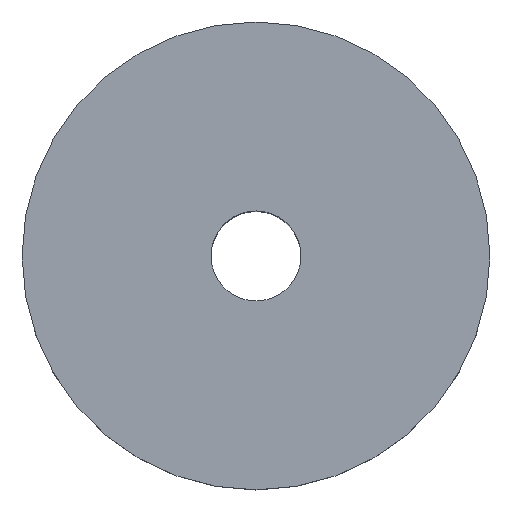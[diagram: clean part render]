
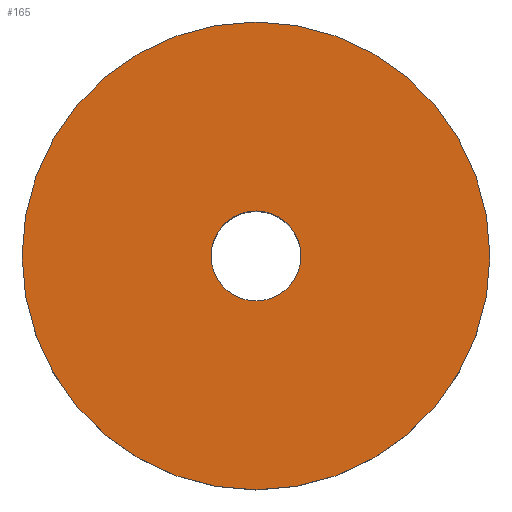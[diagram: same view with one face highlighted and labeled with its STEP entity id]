
A CAD part, top view. The second image highlights one B-rep face of the part: STEP entity #165.
In plain terms, the highlighted planar face has unit normal (0, 0, 1).
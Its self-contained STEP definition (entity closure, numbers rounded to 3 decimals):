
#1 = DIRECTION ( 'NONE',  ( 1., 0., 0. ) ) ;
#7 = AXIS2_PLACEMENT_3D ( 'NONE', #280, #125, #10 ) ;
#10 = DIRECTION ( 'NONE',  ( 1., 0., 0. ) ) ;
#15 = VERTEX_POINT ( 'NONE', #53 ) ;
#17 = EDGE_CURVE ( 'NONE', #197, #63, #199, .T. ) ;
#24 = DIRECTION ( 'NONE',  ( 0., 0., 1. ) ) ;
#29 = PLANE ( 'NONE',  #104 ) ;
#38 = EDGE_CURVE ( 'NONE', #63, #197, #87, .T. ) ;
#50 = DIRECTION ( 'NONE',  ( 1., 0., 0. ) ) ;
#53 = CARTESIAN_POINT ( 'NONE',  ( 5., 0., 8. ) ) ;
#56 = FACE_OUTER_BOUND ( 'NONE', #83, .T. ) ;
#63 = VERTEX_POINT ( 'NONE', #68 ) ;
#68 = CARTESIAN_POINT ( 'NONE',  ( -26., 0., 8. ) ) ;
#80 = EDGE_LOOP ( 'NONE', ( #270, #268 ) ) ;
#83 = EDGE_LOOP ( 'NONE', ( #134, #130 ) ) ;
#87 = CIRCLE ( 'NONE', #243, 26. ) ;
#95 = VERTEX_POINT ( 'NONE', #206 ) ;
#97 = DIRECTION ( 'NONE',  ( 0., 0., 1. ) ) ;
#99 = EDGE_CURVE ( 'NONE', #95, #15, #113, .T. ) ;
#104 = AXIS2_PLACEMENT_3D ( 'NONE', #120, #167, #258 ) ;
#113 = CIRCLE ( 'NONE', #205, 5. ) ;
#117 = DIRECTION ( 'NONE',  ( 0., 0., 1. ) ) ;
#120 = CARTESIAN_POINT ( 'NONE',  ( 0., 0., 8. ) ) ;
#125 = DIRECTION ( 'NONE',  ( 0., 0., 1. ) ) ;
#130 = ORIENTED_EDGE ( 'NONE', *, *, #17, .T. ) ;
#134 = ORIENTED_EDGE ( 'NONE', *, *, #38, .T. ) ;
#151 = CARTESIAN_POINT ( 'NONE',  ( 26., 0., 8. ) ) ;
#154 = EDGE_CURVE ( 'NONE', #15, #95, #189, .T. ) ;
#161 = CARTESIAN_POINT ( 'NONE',  ( 0., 0., 8. ) ) ;
#165 = ADVANCED_FACE ( 'NONE', ( #263, #56 ), #29, .T. ) ;
#167 = DIRECTION ( 'NONE',  ( 0., 0., 1. ) ) ;
#189 = CIRCLE ( 'NONE', #7, 5. ) ;
#197 = VERTEX_POINT ( 'NONE', #151 ) ;
#199 = CIRCLE ( 'NONE', #216, 26. ) ;
#205 = AXIS2_PLACEMENT_3D ( 'NONE', #227, #117, #1 ) ;
#206 = CARTESIAN_POINT ( 'NONE',  ( -5., 0., 8. ) ) ;
#210 = DIRECTION ( 'NONE',  ( 1., 0., 0. ) ) ;
#216 = AXIS2_PLACEMENT_3D ( 'NONE', #161, #24, #50 ) ;
#227 = CARTESIAN_POINT ( 'NONE',  ( 0., 0., 8. ) ) ;
#243 = AXIS2_PLACEMENT_3D ( 'NONE', #291, #97, #210 ) ;
#258 = DIRECTION ( 'NONE',  ( 1., 0., 0. ) ) ;
#263 = FACE_BOUND ( 'NONE', #80, .T. ) ;
#268 = ORIENTED_EDGE ( 'NONE', *, *, #99, .F. ) ;
#270 = ORIENTED_EDGE ( 'NONE', *, *, #154, .F. ) ;
#280 = CARTESIAN_POINT ( 'NONE',  ( 0., 0., 8. ) ) ;
#291 = CARTESIAN_POINT ( 'NONE',  ( 0., 0., 8. ) ) ;
